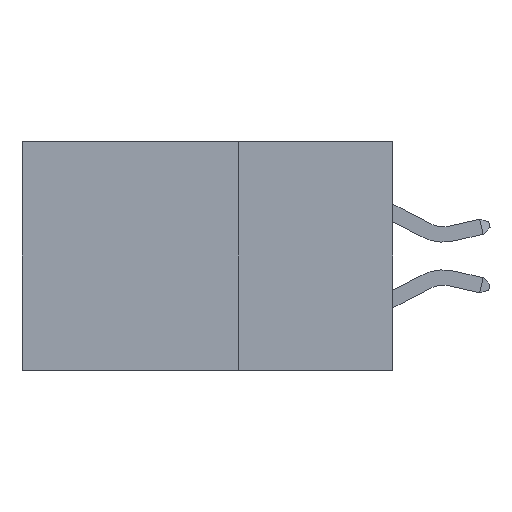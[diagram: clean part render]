
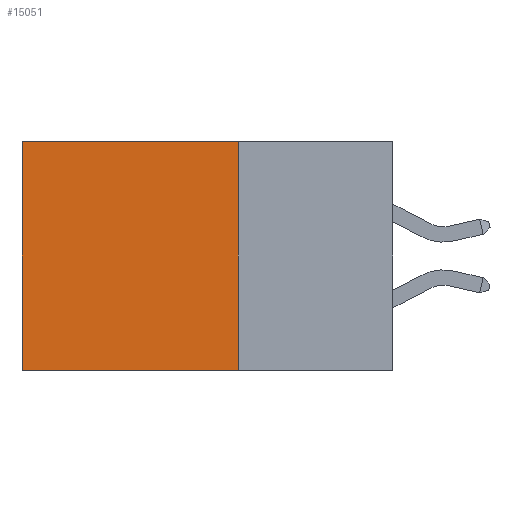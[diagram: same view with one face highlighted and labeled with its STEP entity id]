
A CAD part, left-side view. The second image highlights one B-rep face of the part: STEP entity #15051.
In plain terms, the highlighted planar face has unit normal (-1, 0, 0).
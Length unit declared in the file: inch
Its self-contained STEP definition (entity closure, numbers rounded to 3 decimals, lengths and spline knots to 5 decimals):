
#74 = PLANE ( 'NONE',  #1760 ) ;
#1760 = AXIS2_PLACEMENT_3D ( 'NONE', #4437, #6398, #19121 ) ;
#2257 = DIRECTION ( 'NONE',  ( 0., 0., -1. ) ) ;
#2821 = DIRECTION ( 'NONE',  ( 0., 1., 0. ) ) ;
#3185 = FACE_OUTER_BOUND ( 'NONE', #3465, .T. ) ;
#3465 = EDGE_LOOP ( 'NONE', ( #19926, #18145, #21093, #16774 ) ) ;
#4437 = CARTESIAN_POINT ( 'NONE',  ( 0.2875, 0.25, 0. ) ) ;
#6398 = DIRECTION ( 'NONE',  ( 1., 0., 0. ) ) ;
#6951 = VECTOR ( 'NONE', #18026, 39.37008 ) ;
#8741 = VECTOR ( 'NONE', #2257, 39.37008 ) ;
#9177 = CARTESIAN_POINT ( 'NONE',  ( 0.2875, 0.25, 0. ) ) ;
#9856 = EDGE_CURVE ( 'NONE', #16757, #27463, #25991, .T. ) ;
#11432 = CARTESIAN_POINT ( 'NONE',  ( 0.2875, 0.25, -0.37 ) ) ;
#12699 = LINE ( 'NONE', #12914, #8741 ) ;
#12818 = CARTESIAN_POINT ( 'NONE',  ( 0.2875, 0.25, 0. ) ) ;
#12914 = CARTESIAN_POINT ( 'NONE',  ( 0.2875, 0.25, 0. ) ) ;
#15051 = ADVANCED_FACE ( 'NONE', ( #3185 ), #74, .F. ) ;
#16755 = EDGE_CURVE ( 'NONE', #16757, #19302, #12699, .T. ) ;
#16757 = VERTEX_POINT ( 'NONE', #12818 ) ;
#16774 = ORIENTED_EDGE ( 'NONE', *, *, #9856, .T. ) ;
#17874 = LINE ( 'NONE', #11432, #26200 ) ;
#18026 = DIRECTION ( 'NONE',  ( 0., 0., -1. ) ) ;
#18145 = ORIENTED_EDGE ( 'NONE', *, *, #19508, .F. ) ;
#18552 = LINE ( 'NONE', #22393, #6951 ) ;
#19121 = DIRECTION ( 'NONE',  ( 0., 0., -1. ) ) ;
#19302 = VERTEX_POINT ( 'NONE', #26875 ) ;
#19505 = EDGE_CURVE ( 'NONE', #27463, #23151, #18552, .T. ) ;
#19508 = EDGE_CURVE ( 'NONE', #19302, #23151, #17874, .T. ) ;
#19926 = ORIENTED_EDGE ( 'NONE', *, *, #19505, .T. ) ;
#21093 = ORIENTED_EDGE ( 'NONE', *, *, #16755, .F. ) ;
#22393 = CARTESIAN_POINT ( 'NONE',  ( 0.2875, 0.6, 0. ) ) ;
#23151 = VERTEX_POINT ( 'NONE', #23786 ) ;
#23786 = CARTESIAN_POINT ( 'NONE',  ( 0.2875, 0.6, -0.37 ) ) ;
#24000 = VECTOR ( 'NONE', #2821, 39.37008 ) ;
#24550 = DIRECTION ( 'NONE',  ( 0., 1., 0. ) ) ;
#25053 = CARTESIAN_POINT ( 'NONE',  ( 0.2875, 0.6, 0. ) ) ;
#25991 = LINE ( 'NONE', #9177, #24000 ) ;
#26200 = VECTOR ( 'NONE', #24550, 39.37008 ) ;
#26875 = CARTESIAN_POINT ( 'NONE',  ( 0.2875, 0.25, -0.37 ) ) ;
#27463 = VERTEX_POINT ( 'NONE', #25053 ) ;
